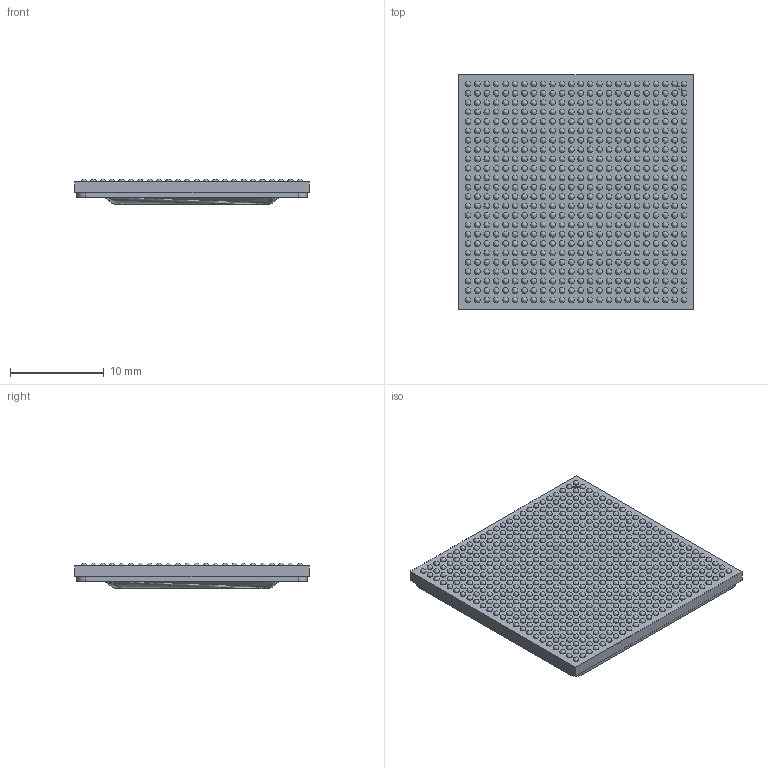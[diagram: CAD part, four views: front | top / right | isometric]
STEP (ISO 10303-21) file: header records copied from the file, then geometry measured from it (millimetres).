
FILE_DESCRIPTION (( 'STEP AP214' ), '1' );
FILE_NAME ('Baikal_T_BGA_Model.STEP', '2018-03-07T13:06:01', ( '' ), ( '' ), 'SwSTEP 2.0', 'SolidWorks 2017', '' );
FILE_SCHEMA (( 'AUTOMOTIVE_DESIGN' ));
Length unit declared in the file: millimetre
Products named in the file (1): Baikal_T_BGA_Model
Bounding box: 25 x 25 x 2.75 mm (x, y, z)
Volume: 1294.3 mm3; surface area: 1599.8 mm2
Topology: 1 solids, 1 shells, 601 faces, 2373 edges, 1202 vertices
Faces by surface type: bspline 578, plane 17, cylinder 6
Entity records: 32015 total; most frequent: CARTESIAN_POINT 12697, ORIENTED_EDGE 2442, DIRECTION 2419, EDGE_CURVE 1221, VERTEX_POINT 1202, AXIS2_PLACEMENT_3D 1188, EDGE_LOOP 1181, CIRCLE 1164
